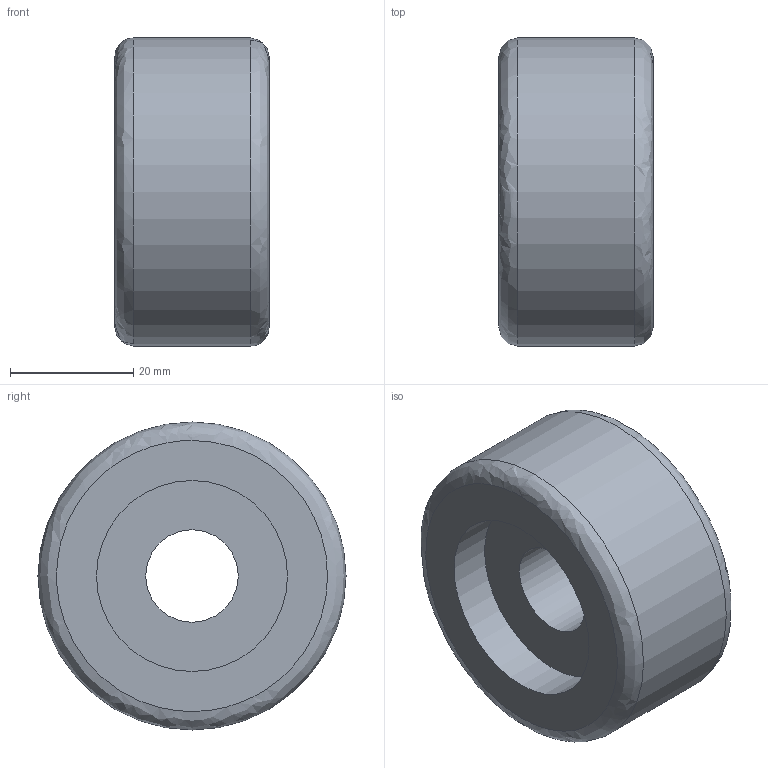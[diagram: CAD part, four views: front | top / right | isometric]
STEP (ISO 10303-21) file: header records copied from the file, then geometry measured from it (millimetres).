
FILE_DESCRIPTION (( 'STEP AP214' ), '1' );
FILE_NAME ('0028244_FPVO-050-25-11-K15.step', '2018-01-15T11:57:29', ( '' ), ( '' ), 'SwSTEP 2.0', 'SolidWorks 2016', '' );
FILE_SCHEMA (( 'AUTOMOTIVE_DESIGN' ));
Length unit declared in the file: millimetre
Products named in the file (1): 0028244_FPVO-050-25-11-K15
Bounding box: 25 x 50 x 50 mm (x, y, z)
Volume: 35982.1 mm3; surface area: 9026.4 mm2
Topology: 1 solids, 1 shells, 98 faces, 262 edges, 183 vertices
Faces by surface type: plane 67, bspline 22, cylinder 9
Full cylindrical faces by diameter (mm): 0.706 x1, 15 x1, 31 x2, 50 x1
Entity records: 3862 total; most frequent: CARTESIAN_POINT 1418, ORIENTED_EDGE 508, DIRECTION 371, EDGE_CURVE 254, VERTEX_POINT 182, LINE 181, VECTOR 181, EDGE_LOOP 124
